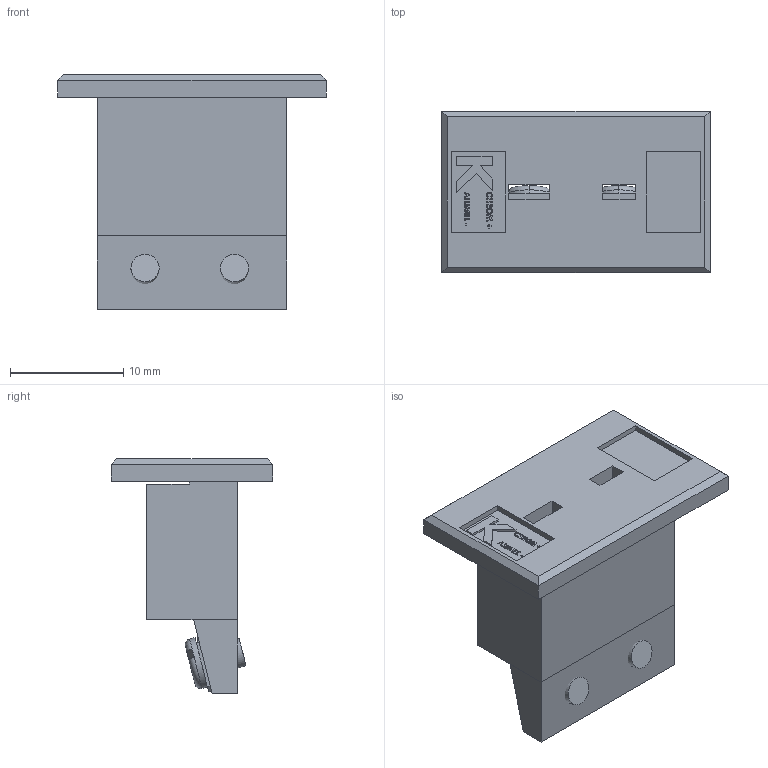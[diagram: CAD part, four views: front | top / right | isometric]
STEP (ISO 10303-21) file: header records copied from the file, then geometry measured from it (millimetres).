
FILE_DESCRIPTION (( 'STEP AP214' ), '1' );
FILE_NAME ('User Library-Thermocouple_Submini Jack.STEP', '2020-01-16T16:00:46', ( '' ), ( '' ), 'SwSTEP 2.0', 'SolidWorks 2019', '' );
FILE_SCHEMA (( 'AUTOMOTIVE_DESIGN' ));
Length unit declared in the file: millimetre
Products named in the file (1): User Library-Thermocouple_Submini Jack
Bounding box: 23.75 x 14.3 x 20.75 mm (x, y, z)
Volume: 2572.1 mm3; surface area: 2494.6 mm2
Topology: 19 solids, 19 shells, 320 faces, 800 edges, 522 vertices
Faces by surface type: plane 277, bspline 25, cylinder 12, torus 6
Entity records: 14793 total; most frequent: CARTESIAN_POINT 3572, ORIENTED_EDGE 1600, DIRECTION 1386, EDGE_CURVE 800, LINE 690, VECTOR 690, VERTEX_POINT 522, AXIS2_PLACEMENT_3D 348
